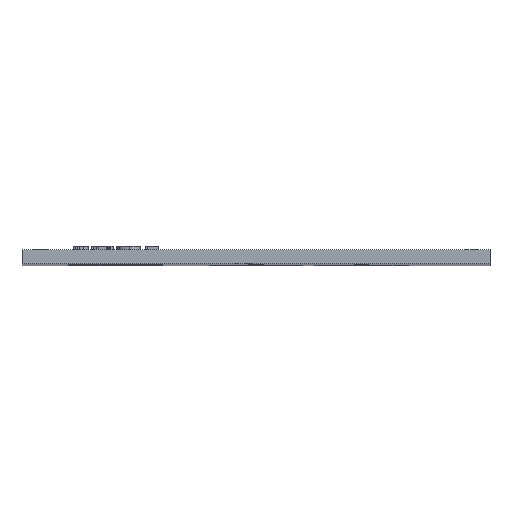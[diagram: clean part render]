
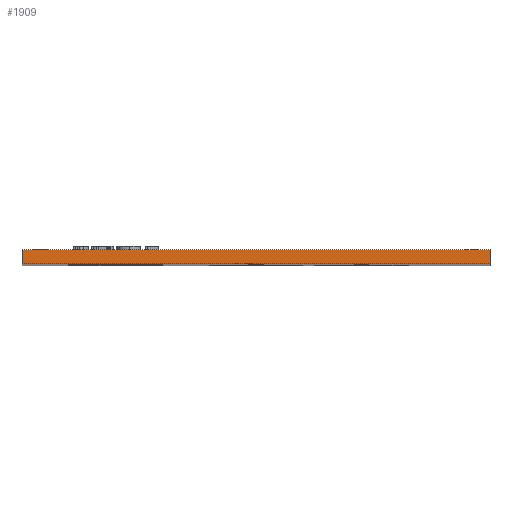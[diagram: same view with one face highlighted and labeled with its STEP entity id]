
A CAD part, top view. The second image highlights one B-rep face of the part: STEP entity #1909.
In plain terms, the highlighted planar face has unit normal (0, 0, 1).
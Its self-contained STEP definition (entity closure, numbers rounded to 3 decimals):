
#426 = EDGE_CURVE ( 'NONE', #2488, #3161, #427, .T. ) ;
#427 = LINE ( 'NONE', #1995, #2187 ) ;
#548 = CARTESIAN_POINT ( 'NONE',  ( -50., 3., 105. ) ) ;
#551 = LINE ( 'NONE', #1308, #5129 ) ;
#887 = CARTESIAN_POINT ( 'NONE',  ( -50., 0., 105. ) ) ;
#1293 = EDGE_CURVE ( 'NONE', #1710, #3161, #551, .T. ) ;
#1308 = CARTESIAN_POINT ( 'NONE',  ( -50., 0., 105. ) ) ;
#1567 = PLANE ( 'NONE',  #3679 ) ;
#1626 = DIRECTION ( 'NONE',  ( 0., -1., 0. ) ) ;
#1666 = VECTOR ( 'NONE', #4791, 1000. ) ;
#1710 = VERTEX_POINT ( 'NONE', #887 ) ;
#1909 = ADVANCED_FACE ( 'NONE', ( #2039 ), #1567, .F. ) ;
#1995 = CARTESIAN_POINT ( 'NONE',  ( 50., 3., 105. ) ) ;
#2039 = FACE_OUTER_BOUND ( 'NONE', #2741, .T. ) ;
#2148 = ORIENTED_EDGE ( 'NONE', *, *, #4008, .F. ) ;
#2187 = VECTOR ( 'NONE', #1626, 1000. ) ;
#2488 = VERTEX_POINT ( 'NONE', #4523 ) ;
#2695 = VECTOR ( 'NONE', #4133, 1000. ) ;
#2740 = DIRECTION ( 'NONE',  ( 0., 0., -1. ) ) ;
#2741 = EDGE_LOOP ( 'NONE', ( #3675, #3888, #2148, #3721 ) ) ;
#2837 = CARTESIAN_POINT ( 'NONE',  ( 50., 0., 105. ) ) ;
#2895 = DIRECTION ( 'NONE',  ( 1., 0., 0. ) ) ;
#2919 = LINE ( 'NONE', #548, #2695 ) ;
#3161 = VERTEX_POINT ( 'NONE', #2837 ) ;
#3192 = CARTESIAN_POINT ( 'NONE',  ( -50., 3., 105. ) ) ;
#3611 = LINE ( 'NONE', #3192, #1666 ) ;
#3675 = ORIENTED_EDGE ( 'NONE', *, *, #1293, .T. ) ;
#3679 = AXIS2_PLACEMENT_3D ( 'NONE', #4027, #2740, #4754 ) ;
#3721 = ORIENTED_EDGE ( 'NONE', *, *, #4887, .T. ) ;
#3888 = ORIENTED_EDGE ( 'NONE', *, *, #426, .F. ) ;
#4008 = EDGE_CURVE ( 'NONE', #4872, #2488, #2919, .T. ) ;
#4027 = CARTESIAN_POINT ( 'NONE',  ( -50., 3., 105. ) ) ;
#4133 = DIRECTION ( 'NONE',  ( 1., 0., 0. ) ) ;
#4425 = CARTESIAN_POINT ( 'NONE',  ( -50., 3., 105. ) ) ;
#4523 = CARTESIAN_POINT ( 'NONE',  ( 50., 3., 105. ) ) ;
#4754 = DIRECTION ( 'NONE',  ( -1., 0., 0. ) ) ;
#4791 = DIRECTION ( 'NONE',  ( 0., -1., 0. ) ) ;
#4872 = VERTEX_POINT ( 'NONE', #4425 ) ;
#4887 = EDGE_CURVE ( 'NONE', #4872, #1710, #3611, .T. ) ;
#5129 = VECTOR ( 'NONE', #2895, 1000. ) ;
